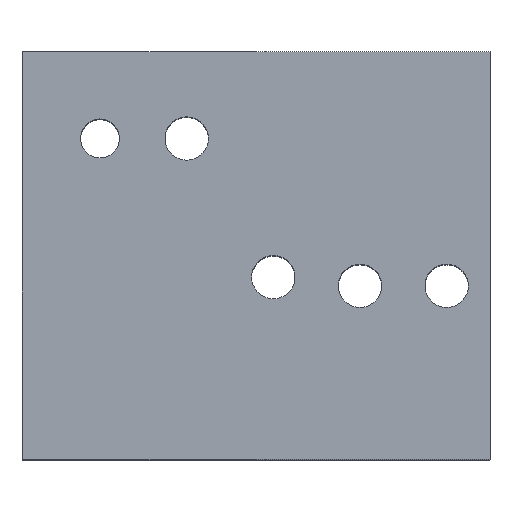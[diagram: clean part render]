
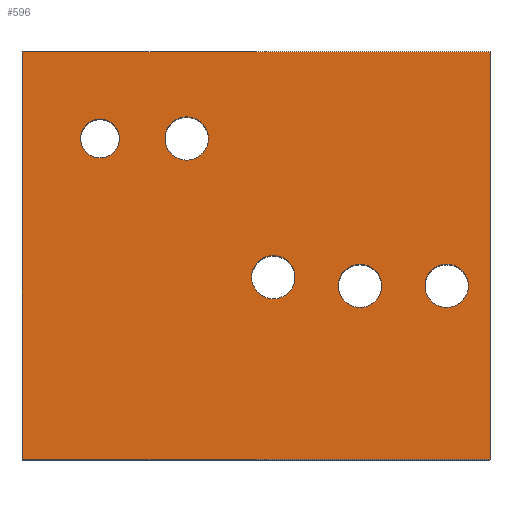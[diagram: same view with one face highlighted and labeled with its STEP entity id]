
A CAD part, top view. The second image highlights one B-rep face of the part: STEP entity #596.
In plain terms, the highlighted planar face has unit normal (0, 0, 1).
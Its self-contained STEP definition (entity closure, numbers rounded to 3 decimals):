
#50=FACE_BOUND('',#164,.T.);
#51=FACE_BOUND('',#165,.T.);
#52=FACE_BOUND('',#166,.T.);
#53=FACE_BOUND('',#167,.T.);
#54=FACE_BOUND('',#168,.T.);
#68=CIRCLE('',#615,2.25);
#70=CIRCLE('',#618,2.5);
#72=CIRCLE('',#621,2.5);
#74=CIRCLE('',#624,2.5);
#87=CIRCLE('',#648,2.5);
#115=FACE_OUTER_BOUND('',#163,.T.);
#163=EDGE_LOOP('',(#536,#537,#538,#539));
#164=EDGE_LOOP('',(#540));
#165=EDGE_LOOP('',(#541));
#166=EDGE_LOOP('',(#542));
#167=EDGE_LOOP('',(#543));
#168=EDGE_LOOP('',(#544));
#186=LINE('',#859,#234);
#202=LINE('',#925,#250);
#213=LINE('',#952,#261);
#223=LINE('',#981,#271);
#234=VECTOR('',#687,10.);
#250=VECTOR('',#757,10.);
#261=VECTOR('',#782,10.);
#271=VECTOR('',#820,10.);
#285=VERTEX_POINT('',#856);
#286=VERTEX_POINT('',#858);
#294=VERTEX_POINT('',#880);
#296=VERTEX_POINT('',#886);
#298=VERTEX_POINT('',#892);
#300=VERTEX_POINT('',#898);
#309=VERTEX_POINT('',#924);
#318=VERTEX_POINT('',#950);
#321=VERTEX_POINT('',#962);
#339=EDGE_CURVE('',#285,#286,#186,.T.);
#351=EDGE_CURVE('',#294,#294,#68,.T.);
#354=EDGE_CURVE('',#296,#296,#70,.T.);
#357=EDGE_CURVE('',#298,#298,#72,.T.);
#360=EDGE_CURVE('',#300,#300,#74,.T.);
#372=EDGE_CURVE('',#309,#285,#202,.T.);
#386=EDGE_CURVE('',#309,#318,#213,.T.);
#391=EDGE_CURVE('',#321,#321,#87,.T.);
#401=EDGE_CURVE('',#286,#318,#223,.T.);
#536=ORIENTED_EDGE('',*,*,#339,.F.);
#537=ORIENTED_EDGE('',*,*,#372,.F.);
#538=ORIENTED_EDGE('',*,*,#386,.T.);
#539=ORIENTED_EDGE('',*,*,#401,.F.);
#540=ORIENTED_EDGE('',*,*,#351,.T.);
#541=ORIENTED_EDGE('',*,*,#354,.T.);
#542=ORIENTED_EDGE('',*,*,#357,.T.);
#543=ORIENTED_EDGE('',*,*,#360,.T.);
#544=ORIENTED_EDGE('',*,*,#391,.T.);
#568=PLANE('',#656);
#596=ADVANCED_FACE('',(#115,#50,#51,#52,#53,#54),#568,.T.);
#615=AXIS2_PLACEMENT_3D('',#882,#708,#709);
#618=AXIS2_PLACEMENT_3D('',#888,#715,#716);
#621=AXIS2_PLACEMENT_3D('',#894,#722,#723);
#624=AXIS2_PLACEMENT_3D('',#900,#729,#730);
#648=AXIS2_PLACEMENT_3D('',#963,#795,#796);
#656=AXIS2_PLACEMENT_3D('',#980,#818,#819);
#687=DIRECTION('',(0.,1.,0.));
#708=DIRECTION('center_axis',(0.,0.,-1.));
#709=DIRECTION('ref_axis',(1.,0.,0.));
#715=DIRECTION('center_axis',(0.,0.,-1.));
#716=DIRECTION('ref_axis',(1.,0.,0.));
#722=DIRECTION('center_axis',(0.,0.,-1.));
#723=DIRECTION('ref_axis',(-1.,0.,0.));
#729=DIRECTION('center_axis',(0.,0.,-1.));
#730=DIRECTION('ref_axis',(-1.,0.,0.));
#757=DIRECTION('',(-1.,0.,0.));
#782=DIRECTION('',(0.,1.,0.));
#795=DIRECTION('center_axis',(0.,0.,-1.));
#796=DIRECTION('ref_axis',(-1.,0.,0.));
#818=DIRECTION('center_axis',(0.,0.,1.));
#819=DIRECTION('ref_axis',(1.,0.,0.));
#820=DIRECTION('',(1.,0.,0.));
#856=CARTESIAN_POINT('',(-14.,-27.,45.));
#858=CARTESIAN_POINT('',(-14.,20.,45.));
#859=CARTESIAN_POINT('',(-14.,-5.,45.));
#880=CARTESIAN_POINT('',(-7.25,10.,45.));
#882=CARTESIAN_POINT('Origin',(-5.,10.,45.));
#886=CARTESIAN_POINT('',(2.5,10.,45.));
#888=CARTESIAN_POINT('Origin',(5.,10.,45.));
#892=CARTESIAN_POINT('',(37.5,-7.,45.));
#894=CARTESIAN_POINT('Origin',(35.,-7.,45.));
#898=CARTESIAN_POINT('',(27.5,-7.,45.));
#900=CARTESIAN_POINT('Origin',(25.,-7.,45.));
#924=CARTESIAN_POINT('',(40.,-27.,45.));
#925=CARTESIAN_POINT('',(40.,-27.,45.));
#950=CARTESIAN_POINT('',(40.,20.,45.));
#952=CARTESIAN_POINT('',(40.,10.,45.));
#962=CARTESIAN_POINT('',(17.5,-6.,45.));
#963=CARTESIAN_POINT('Origin',(15.,-6.,45.));
#980=CARTESIAN_POINT('Origin',(5.,-17.5,45.));
#981=CARTESIAN_POINT('',(-10.,20.,45.));
